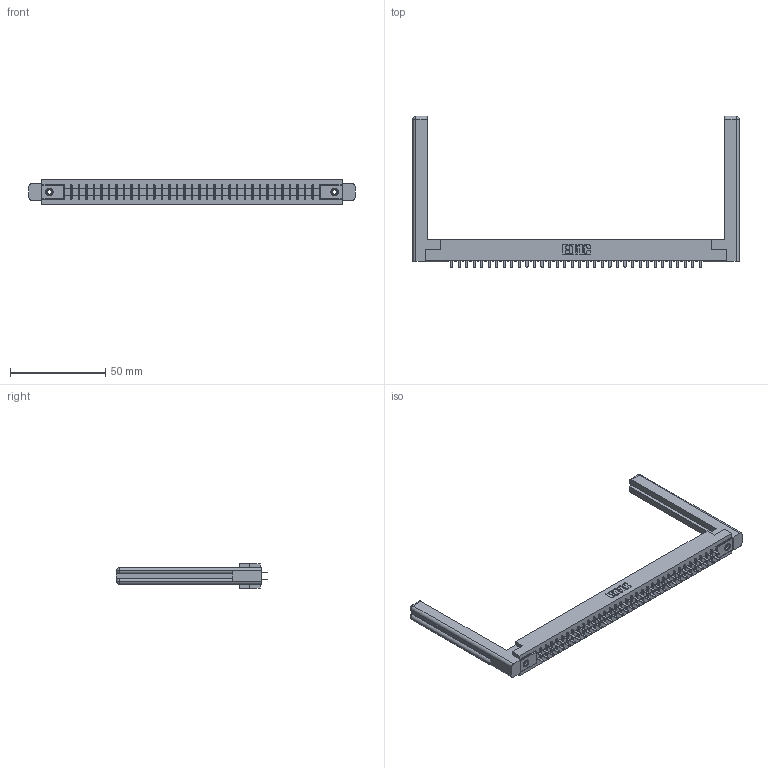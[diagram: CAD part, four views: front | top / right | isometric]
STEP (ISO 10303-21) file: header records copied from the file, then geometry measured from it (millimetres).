
FILE_DESCRIPTION (( 'STEP AP203' ), '1' );
FILE_NAME ('305-068-521-258.STEP', '2019-09-10T04:25:02', ( '' ), ( '' ), 'SwSTEP 2.0', 'SolidWorks 2016', '' );
FILE_SCHEMA (( 'CONFIG_CONTROL_DESIGN' ));
Length unit declared in the file: inch
Products named in the file (5): 345-250-001_345-250-001-102; 305-290-001_521; 305 Part_.156 Dia; 307-220-058; 305-068-521-258
Assembly tree (73 placements, depth 2):
  305-068-521-258
    305 Part_.156 Dia
    305-290-001_521  x68
    345-250-001_345-250-001-102  x2
    307-220-058  x2
Bounding box: 171.35 x 79.5 x 12.7 mm (x, y, z)
Volume: 24916.4 mm3; surface area: 26956.1 mm2
Topology: 73 solids, 73 shells, 3386 faces, 9612 edges, 6212 vertices
Faces by surface type: plane 1988, cylinder 1238, sphere 136, cone 12, torus 12
Entity records: 40300 total; most frequent: CARTESIAN_POINT 6683, ORIENTED_EDGE 6574, DIRECTION 6433, EDGE_CURVE 3287, VECTOR 2641, LINE 2641, VERTEX_POINT 2092, AXIS2_PLACEMENT_3D 1896
